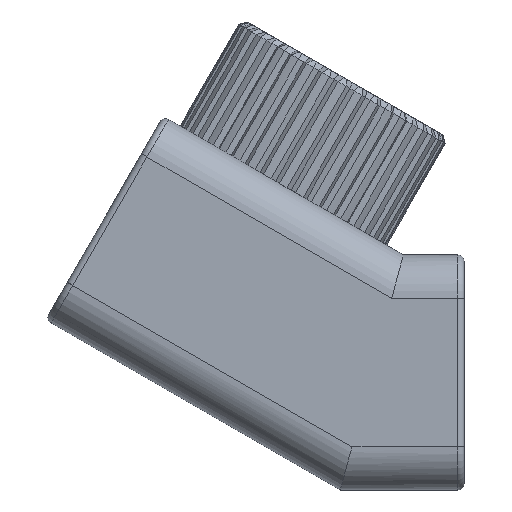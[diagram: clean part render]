
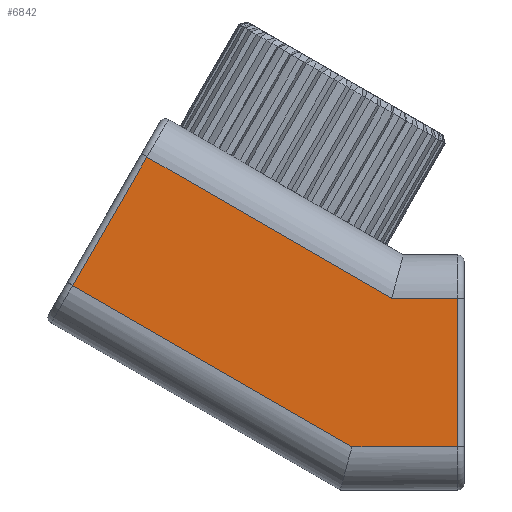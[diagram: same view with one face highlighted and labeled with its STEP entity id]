
A CAD part, left-side view. The second image highlights one B-rep face of the part: STEP entity #6842.
In plain terms, the highlighted planar face has unit normal (-1, 0, 0).
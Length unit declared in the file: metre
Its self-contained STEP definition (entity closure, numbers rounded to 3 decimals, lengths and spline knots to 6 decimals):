
#674=LINE('',#11559,#1301);
#675=LINE('',#11565,#1302);
#676=LINE('',#11567,#1303);
#677=LINE('',#11569,#1304);
#678=LINE('',#11571,#1305);
#679=LINE('',#11573,#1306);
#1301=VECTOR('',#9287,1.);
#1302=VECTOR('',#9294,1.);
#1303=VECTOR('',#9295,1.);
#1304=VECTOR('',#9296,1.);
#1305=VECTOR('',#9297,1.);
#1306=VECTOR('',#9298,1.);
#1657=PLANE('',#7531);
#3282=ORIENTED_EDGE('',*,*,#4443,.T.);
#3283=ORIENTED_EDGE('',*,*,#4444,.T.);
#3284=ORIENTED_EDGE('',*,*,#4445,.F.);
#3285=ORIENTED_EDGE('',*,*,#4446,.F.);
#3286=ORIENTED_EDGE('',*,*,#4447,.T.);
#3287=ORIENTED_EDGE('',*,*,#4440,.T.);
#4440=EDGE_CURVE('',#5115,#5116,#674,.T.);
#4443=EDGE_CURVE('',#5116,#5117,#675,.T.);
#4444=EDGE_CURVE('',#5117,#5118,#676,.F.);
#4445=EDGE_CURVE('',#5119,#5118,#677,.T.);
#4446=EDGE_CURVE('',#5120,#5119,#678,.T.);
#4447=EDGE_CURVE('',#5120,#5115,#679,.T.);
#5115=VERTEX_POINT('',#11560);
#5116=VERTEX_POINT('',#11561);
#5117=VERTEX_POINT('',#11566);
#5118=VERTEX_POINT('',#11568);
#5119=VERTEX_POINT('',#11570);
#5120=VERTEX_POINT('',#11572);
#5852=EDGE_LOOP('',(#3282,#3283,#3284,#3285,#3286,#3287));
#6313=FACE_BOUND('',#5852,.T.);
#6842=ADVANCED_FACE('',(#6313),#1657,.T.);
#7531=AXIS2_PLACEMENT_3D('',#11564,#9292,#9293);
#9287=DIRECTION('',(0.,1.,0.));
#9292=DIRECTION('',(-1.,0.,0.));
#9293=DIRECTION('',(0.,0.,1.));
#9294=DIRECTION('',(0.,0.866,0.5));
#9295=DIRECTION('',(0.,-0.5,0.866));
#9296=DIRECTION('',(0.,0.866,0.5));
#9297=DIRECTION('',(0.,1.,0.));
#9298=DIRECTION('',(0.,0.,1.));
#11559=CARTESIAN_POINT('',(-0.0245,0.,0.012));
#11560=CARTESIAN_POINT('',(-0.0245,0.001,0.012));
#11561=CARTESIAN_POINT('',(-0.0245,0.011694,0.012));
#11564=CARTESIAN_POINT('',(-0.0245,0.,0.));
#11565=CARTESIAN_POINT('',(-0.0245,0.0045,0.007847));
#11566=CARTESIAN_POINT('',(-0.0245,0.051265,0.034847));
#11567=CARTESIAN_POINT('',(-0.0245,0.063265,0.014062));
#11568=CARTESIAN_POINT('',(-0.0245,0.063265,0.014062));
#11569=CARTESIAN_POINT('',(-0.0245,0.0165,-0.012938));
#11570=CARTESIAN_POINT('',(-0.0245,0.018124,-0.012));
#11571=CARTESIAN_POINT('',(-0.0245,0.,-0.012));
#11572=CARTESIAN_POINT('',(-0.0245,0.001,-0.012));
#11573=CARTESIAN_POINT('',(-0.0245,0.001,0.));
